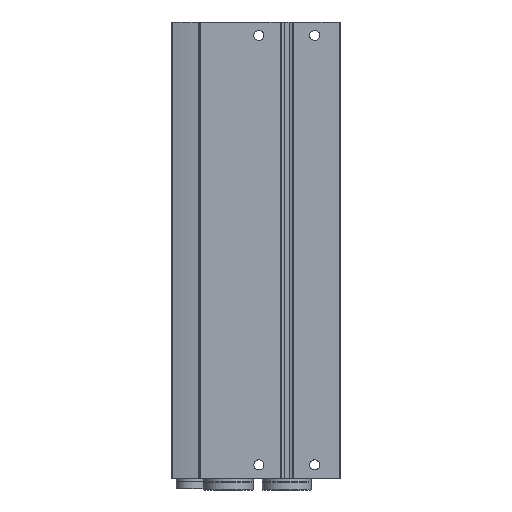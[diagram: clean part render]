
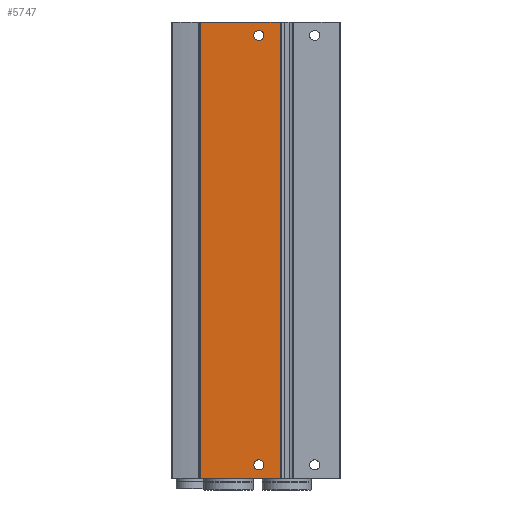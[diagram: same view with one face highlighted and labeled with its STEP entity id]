
A CAD part, front view. The second image highlights one B-rep face of the part: STEP entity #5747.
In plain terms, the highlighted planar face has unit normal (0, -1, 0).
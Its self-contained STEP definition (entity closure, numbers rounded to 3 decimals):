
#279=PLANE('',#6218);
#467=CIRCLE('',#6219,2.25);
#468=CIRCLE('',#6220,2.25);
#893=ORIENTED_EDGE('',*,*,#2347,.F.);
#894=ORIENTED_EDGE('',*,*,#2348,.F.);
#895=ORIENTED_EDGE('',*,*,#2349,.F.);
#896=ORIENTED_EDGE('',*,*,#2346,.F.);
#897=ORIENTED_EDGE('',*,*,#2350,.T.);
#898=ORIENTED_EDGE('',*,*,#2351,.T.);
#2346=EDGE_CURVE('',#3070,#3069,#3609,.T.);
#2347=EDGE_CURVE('',#3071,#3071,#467,.T.);
#2348=EDGE_CURVE('',#3072,#3072,#468,.T.);
#2349=EDGE_CURVE('',#3069,#3073,#3610,.T.);
#2350=EDGE_CURVE('',#3070,#3074,#3611,.T.);
#2351=EDGE_CURVE('',#3074,#3073,#3612,.T.);
#3069=VERTEX_POINT('',#9229);
#3070=VERTEX_POINT('',#9231);
#3071=VERTEX_POINT('',#9235);
#3072=VERTEX_POINT('',#9237);
#3073=VERTEX_POINT('',#9239);
#3074=VERTEX_POINT('',#9241);
#3609=LINE('',#9232,#3971);
#3610=LINE('',#9238,#3972);
#3611=LINE('',#9240,#3973);
#3612=LINE('',#9242,#3974);
#3971=VECTOR('',#7017,1000.);
#3972=VECTOR('',#7024,1000.);
#3973=VECTOR('',#7025,1000.);
#3974=VECTOR('',#7026,1000.);
#4343=EDGE_LOOP('',(#893));
#4344=EDGE_LOOP('',(#894));
#4345=EDGE_LOOP('',(#895,#896,#897,#898));
#4985=FACE_BOUND('',#4343,.T.);
#4986=FACE_BOUND('',#4344,.T.);
#4987=FACE_BOUND('',#4345,.T.);
#5747=ADVANCED_FACE('',(#4985,#4986,#4987),#279,.T.);
#6218=AXIS2_PLACEMENT_3D('',#9233,#7018,#7019);
#6219=AXIS2_PLACEMENT_3D('',#9234,#7020,#7021);
#6220=AXIS2_PLACEMENT_3D('',#9236,#7022,#7023);
#7017=DIRECTION('',(0.,0.,1.));
#7018=DIRECTION('',(0.,-1.,0.));
#7019=DIRECTION('',(0.,0.,-1.));
#7020=DIRECTION('',(0.,-1.,0.));
#7021=DIRECTION('',(0.,0.,-1.));
#7022=DIRECTION('',(0.,-1.,0.));
#7023=DIRECTION('',(0.,0.,-1.));
#7024=DIRECTION('',(1.,0.,0.));
#7025=DIRECTION('',(1.,0.,0.));
#7026=DIRECTION('',(0.,0.,1.));
#9229=CARTESIAN_POINT('',(-38.5,0.,0.));
#9231=CARTESIAN_POINT('',(-38.5,0.,-204.));
#9232=CARTESIAN_POINT('',(-38.5,0.,-204.));
#9233=CARTESIAN_POINT('',(-38.5,0.,-204.));
#9234=CARTESIAN_POINT('',(-12.5,0.,-198.));
#9235=CARTESIAN_POINT('',(-12.5,0.,-200.25));
#9236=CARTESIAN_POINT('',(-12.5,0.,-6.));
#9237=CARTESIAN_POINT('',(-12.5,0.,-8.25));
#9238=CARTESIAN_POINT('',(-38.5,0.,0.));
#9239=CARTESIAN_POINT('',(-3.,0.,0.));
#9240=CARTESIAN_POINT('',(-38.5,0.,-204.));
#9241=CARTESIAN_POINT('',(-3.,0.,-204.));
#9242=CARTESIAN_POINT('',(-3.,0.,-204.));
